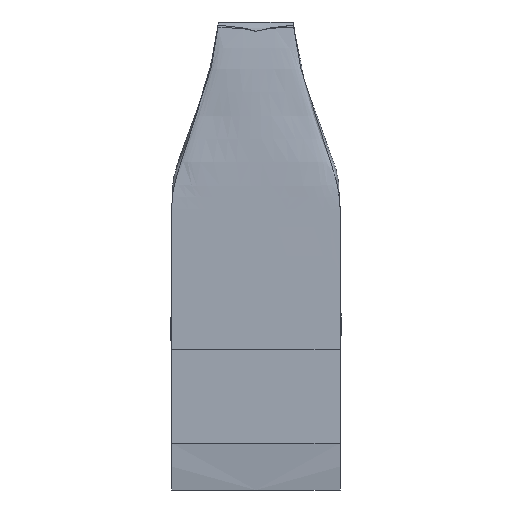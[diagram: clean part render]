
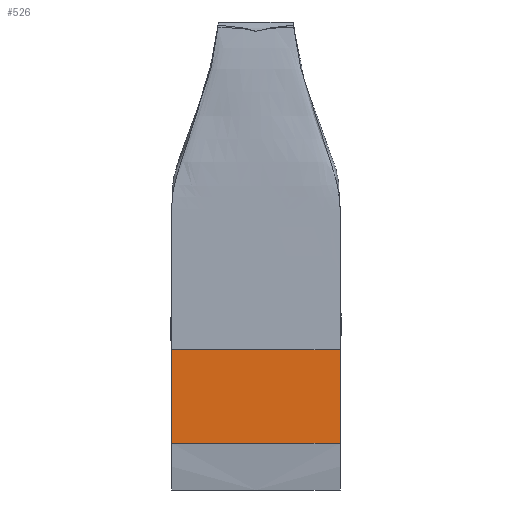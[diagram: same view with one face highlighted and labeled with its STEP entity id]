
A CAD part, top view. The second image highlights one B-rep face of the part: STEP entity #526.
In plain terms, the highlighted planar face has unit normal (0, 0, 1).
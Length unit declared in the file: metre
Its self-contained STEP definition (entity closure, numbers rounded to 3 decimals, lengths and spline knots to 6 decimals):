
#22=PLANE('',#548);
#42=LINE('',#9893,#65);
#55=LINE('',#11848,#78);
#56=LINE('',#11860,#79);
#57=LINE('',#11862,#80);
#65=VECTOR('',#558,0.01);
#78=VECTOR('',#581,0.01);
#79=VECTOR('',#584,0.01);
#80=VECTOR('',#587,0.01);
#107=FACE_OUTER_BOUND('',#135,.T.);
#135=EDGE_LOOP('',(#483,#484,#485,#486));
#215=VERTEX_POINT('',#6916);
#222=VERTEX_POINT('',#8212);
#242=VERTEX_POINT('',#11824);
#243=VERTEX_POINT('',#11847);
#286=EDGE_CURVE('',#215,#222,#42,.T.);
#321=EDGE_CURVE('',#243,#242,#55,.T.);
#323=EDGE_CURVE('',#243,#215,#56,.T.);
#324=EDGE_CURVE('',#242,#222,#57,.T.);
#483=ORIENTED_EDGE('',*,*,#321,.T.);
#484=ORIENTED_EDGE('',*,*,#324,.T.);
#485=ORIENTED_EDGE('',*,*,#286,.F.);
#486=ORIENTED_EDGE('',*,*,#323,.F.);
#526=ADVANCED_FACE('',(#107),#22,.T.);
#548=AXIS2_PLACEMENT_3D('',#11863,#588,#589);
#558=DIRECTION('',(1.,0.,0.));
#581=DIRECTION('',(1.,0.,0.));
#584=DIRECTION('',(0.,1.,0.));
#587=DIRECTION('',(0.,1.,0.));
#588=DIRECTION('center_axis',(0.,0.,1.));
#589=DIRECTION('ref_axis',(1.,0.,0.));
#6916=CARTESIAN_POINT('',(-0.9,-3.5,0.55));
#8212=CARTESIAN_POINT('',(0.9,-3.5,0.55));
#9893=CARTESIAN_POINT('',(-0.9,-3.5,0.55));
#11824=CARTESIAN_POINT('',(0.9,-4.5,0.55));
#11847=CARTESIAN_POINT('',(-0.9,-4.5,0.55));
#11848=CARTESIAN_POINT('',(-0.9,-4.5,0.55));
#11860=CARTESIAN_POINT('',(-0.9,-5.,0.55));
#11862=CARTESIAN_POINT('',(0.9,-5.,0.55));
#11863=CARTESIAN_POINT('Origin',(-0.9,-5.,0.55));
